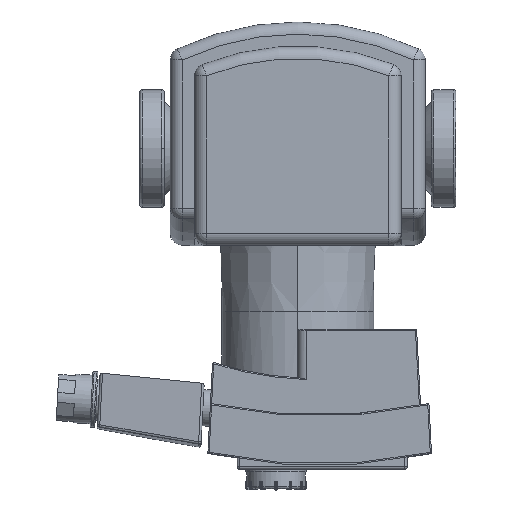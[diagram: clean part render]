
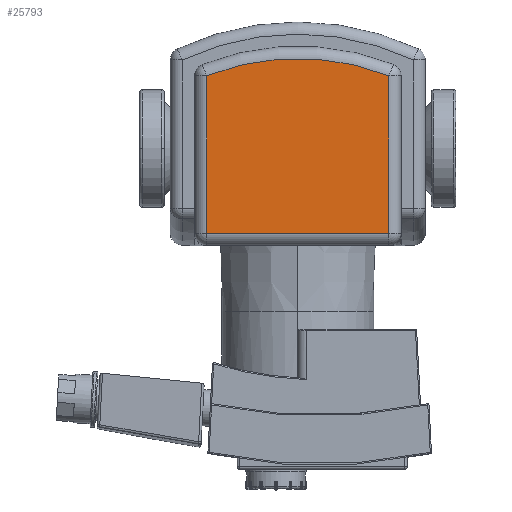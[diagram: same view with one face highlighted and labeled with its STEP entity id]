
A CAD part, top view. The second image highlights one B-rep face of the part: STEP entity #25793.
In plain terms, the highlighted planar face has unit normal (0, 0, 1).
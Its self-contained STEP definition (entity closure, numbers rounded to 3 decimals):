
#25267=CARTESIAN_POINT('',(102.5,-35.,57.5));
#25268=VERTEX_POINT('',#25267);
#25292=CARTESIAN_POINT('',(27.5,-35.0,57.5));
#25293=VERTEX_POINT('',#25292);
#25352=CARTESIAN_POINT('',(102.5,-35.,57.5));
#25353=DIRECTION('',(-1.0,0.0,0.0));
#25354=VECTOR('',#25353,75.);
#25355=LINE('',#25352,#25354);
#25356=EDGE_CURVE('',#25268,#25293,#25355,.T.);
#25689=CARTESIAN_POINT('',(27.5,29.819,57.5));
#25690=VERTEX_POINT('',#25689);
#25691=CARTESIAN_POINT('',(27.5,-35.0,57.5));
#25692=DIRECTION('',(0.0,1.0,0.0));
#25693=VECTOR('',#25692,64.819);
#25694=LINE('',#25691,#25693);
#25695=EDGE_CURVE('',#25293,#25690,#25694,.T.);
#25769=CARTESIAN_POINT('',(65.,-3.213,57.5));
#25770=DIRECTION('',(0.0,0.0,1.0));
#25771=DIRECTION('',(0.0,-1.0,0.0));
#25772=AXIS2_PLACEMENT_3D('',#25769,#25770,#25771);
#25773=PLANE('',#25772);
#25774=CARTESIAN_POINT('',(102.5,29.819,57.5));
#25775=VERTEX_POINT('',#25774);
#25776=CARTESIAN_POINT('',(102.5,29.819,57.5));
#25777=DIRECTION('',(0.0,-1.0,0.0));
#25778=VECTOR('',#25777,64.819);
#25779=LINE('',#25776,#25778);
#25780=EDGE_CURVE('',#25775,#25268,#25779,.T.);
#25781=ORIENTED_EDGE('',*,*,#25780,.F.);
#25782=CARTESIAN_POINT('',(65.,-64.5,57.5));
#25783=DIRECTION('',(0.0,0.0,-1.0));
#25784=DIRECTION('',(0.0,1.0,0.0));
#25785=AXIS2_PLACEMENT_3D('',#25782,#25783,#25784);
#25786=CIRCLE('',#25785,101.5);
#25787=EDGE_CURVE('',#25690,#25775,#25786,.T.);
#25788=ORIENTED_EDGE('',*,*,#25787,.F.);
#25789=ORIENTED_EDGE('',*,*,#25695,.F.);
#25790=ORIENTED_EDGE('',*,*,#25356,.F.);
#25791=EDGE_LOOP('',(#25781,#25788,#25789,#25790));
#25792=FACE_OUTER_BOUND('',#25791,.T.);
#25793=ADVANCED_FACE('',(#25792),#25773,.T.);
